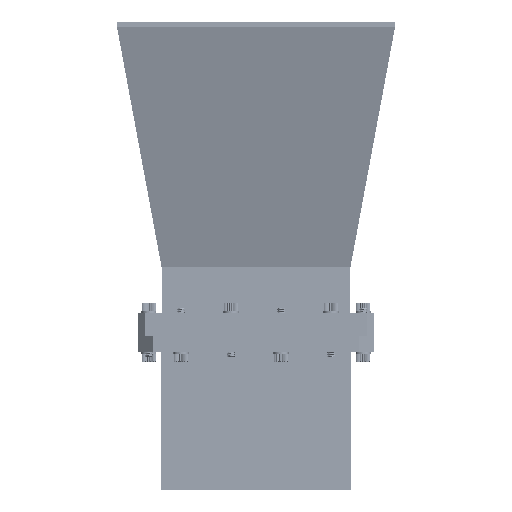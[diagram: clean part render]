
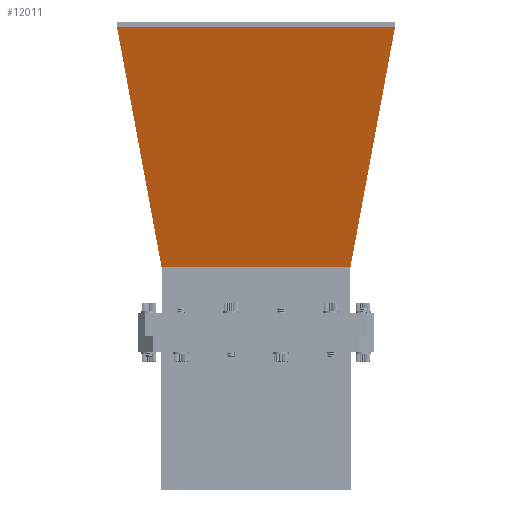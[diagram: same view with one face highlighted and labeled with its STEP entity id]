
A CAD part, front view. The second image highlights one B-rep face of the part: STEP entity #12011.
In plain terms, the highlighted face is planar.
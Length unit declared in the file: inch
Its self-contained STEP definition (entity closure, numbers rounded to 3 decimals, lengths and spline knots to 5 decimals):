
#28 = CARTESIAN_POINT ( 'NONE',  ( -0.78819, -1.53819, 1.953 ) ) ;
#208 = EDGE_CURVE ( 'NONE', #5507, #23302, #19335, .T. ) ;
#523 = VERTEX_POINT ( 'NONE', #10762 ) ;
#980 = LINE ( 'NONE', #7052, #7979 ) ;
#1006 = LINE ( 'NONE', #17068, #5888 ) ;
#1109 = VECTOR ( 'NONE', #1860, 39.37008 ) ;
#1860 = DIRECTION ( 'NONE',  ( -0.258, 0., 0.966 ) ) ;
#2452 = VECTOR ( 'NONE', #8011, 39.37008 ) ;
#3049 = AXIS2_PLACEMENT_3D ( 'NONE', #13261, #21421, #17468 ) ;
#4593 = CARTESIAN_POINT ( 'NONE',  ( -0.78943, 1.53819, 1.95763 ) ) ;
#4992 = VERTEX_POINT ( 'NONE', #7679 ) ;
#5503 = CARTESIAN_POINT ( 'NONE',  ( -1.82643, -2.25896, 5.83873 ) ) ;
#5507 = VERTEX_POINT ( 'NONE', #10123 ) ;
#5888 = VECTOR ( 'NONE', #9021, 39.37008 ) ;
#6633 = LINE ( 'NONE', #16491, #24298 ) ;
#6968 = PLANE ( 'NONE',  #3049 ) ;
#7052 = CARTESIAN_POINT ( 'NONE',  ( -0.78819, 0., 1.953 ) ) ;
#7272 = ORIENTED_EDGE ( 'NONE', *, *, #9556, .T. ) ;
#7679 = CARTESIAN_POINT ( 'NONE',  ( -0.78943, 1.53819, 1.95763 ) ) ;
#7979 = VECTOR ( 'NONE', #16776, 39.37008 ) ;
#8011 = DIRECTION ( 'NONE',  ( -0.254, -0.177, 0.951 ) ) ;
#8510 = ORIENTED_EDGE ( 'NONE', *, *, #12438, .T. ) ;
#9021 = DIRECTION ( 'NONE',  ( 0.254, -0.177, -0.951 ) ) ;
#9556 = EDGE_CURVE ( 'NONE', #19740, #23578, #980, .T. ) ;
#9596 = VERTEX_POINT ( 'NONE', #14690 ) ;
#10123 = CARTESIAN_POINT ( 'NONE',  ( -0.78943, -1.53819, 1.95763 ) ) ;
#10285 = EDGE_CURVE ( 'NONE', #23302, #9596, #17592, .T. ) ;
#10762 = CARTESIAN_POINT ( 'NONE',  ( -1.82643, 2.25896, 5.83873 ) ) ;
#11024 = VECTOR ( 'NONE', #15744, 39.37008 ) ;
#11931 = VECTOR ( 'NONE', #16047, 39.37008 ) ;
#12011 = ADVANCED_FACE ( 'NONE', ( #21557 ), #6968, .T. ) ;
#12438 = EDGE_CURVE ( 'NONE', #4992, #19740, #24466, .T. ) ;
#12556 = EDGE_CURVE ( 'NONE', #9596, #17392, #17904, .T. ) ;
#12636 = EDGE_LOOP ( 'NONE', ( #15607, #17636, #21505, #14896, #8510, #7272, #22427, #19970 ) ) ;
#13261 = CARTESIAN_POINT ( 'NONE',  ( -1.31539, 0., 3.92613 ) ) ;
#14690 = CARTESIAN_POINT ( 'NONE',  ( -1.83506, -2.25896, 5.87105 ) ) ;
#14896 = ORIENTED_EDGE ( 'NONE', *, *, #20119, .T. ) ;
#15607 = ORIENTED_EDGE ( 'NONE', *, *, #10285, .T. ) ;
#15744 = DIRECTION ( 'NONE',  ( -0.258, 0., 0.966 ) ) ;
#15897 = CARTESIAN_POINT ( 'NONE',  ( -0.78943, -1.53819, 1.95763 ) ) ;
#15911 = CARTESIAN_POINT ( 'NONE',  ( -1.83506, 0., 5.87105 ) ) ;
#16047 = DIRECTION ( 'NONE',  ( 0., 1., 0. ) ) ;
#16491 = CARTESIAN_POINT ( 'NONE',  ( -1.83506, 2.25896, 5.87105 ) ) ;
#16564 = DIRECTION ( 'NONE',  ( 0.258, 0., -0.966 ) ) ;
#16776 = DIRECTION ( 'NONE',  ( 0., -1., 0. ) ) ;
#16784 = EDGE_CURVE ( 'NONE', #23578, #5507, #17656, .T. ) ;
#17068 = CARTESIAN_POINT ( 'NONE',  ( -1.82643, 2.25896, 5.83873 ) ) ;
#17392 = VERTEX_POINT ( 'NONE', #19821 ) ;
#17468 = DIRECTION ( 'NONE',  ( -0.258, 0., 0.966 ) ) ;
#17592 = LINE ( 'NONE', #5503, #11024 ) ;
#17636 = ORIENTED_EDGE ( 'NONE', *, *, #12556, .T. ) ;
#17656 = LINE ( 'NONE', #21870, #1109 ) ;
#17879 = VECTOR ( 'NONE', #16564, 39.37008 ) ;
#17904 = LINE ( 'NONE', #15911, #11931 ) ;
#17967 = CARTESIAN_POINT ( 'NONE',  ( -0.78819, 1.53819, 1.953 ) ) ;
#18599 = DIRECTION ( 'NONE',  ( 0.258, 0., -0.966 ) ) ;
#19335 = LINE ( 'NONE', #15897, #2452 ) ;
#19740 = VERTEX_POINT ( 'NONE', #17967 ) ;
#19821 = CARTESIAN_POINT ( 'NONE',  ( -1.83506, 2.25896, 5.87105 ) ) ;
#19970 = ORIENTED_EDGE ( 'NONE', *, *, #208, .T. ) ;
#20119 = EDGE_CURVE ( 'NONE', #523, #4992, #1006, .T. ) ;
#20299 = CARTESIAN_POINT ( 'NONE',  ( -1.82643, -2.25896, 5.83873 ) ) ;
#21045 = EDGE_CURVE ( 'NONE', #17392, #523, #6633, .T. ) ;
#21421 = DIRECTION ( 'NONE',  ( -0.966, 0., -0.258 ) ) ;
#21505 = ORIENTED_EDGE ( 'NONE', *, *, #21045, .T. ) ;
#21557 = FACE_OUTER_BOUND ( 'NONE', #12636, .T. ) ;
#21870 = CARTESIAN_POINT ( 'NONE',  ( -0.78819, -1.53819, 1.953 ) ) ;
#22427 = ORIENTED_EDGE ( 'NONE', *, *, #16784, .T. ) ;
#23302 = VERTEX_POINT ( 'NONE', #20299 ) ;
#23578 = VERTEX_POINT ( 'NONE', #28 ) ;
#24298 = VECTOR ( 'NONE', #18599, 39.37008 ) ;
#24466 = LINE ( 'NONE', #4593, #17879 ) ;
